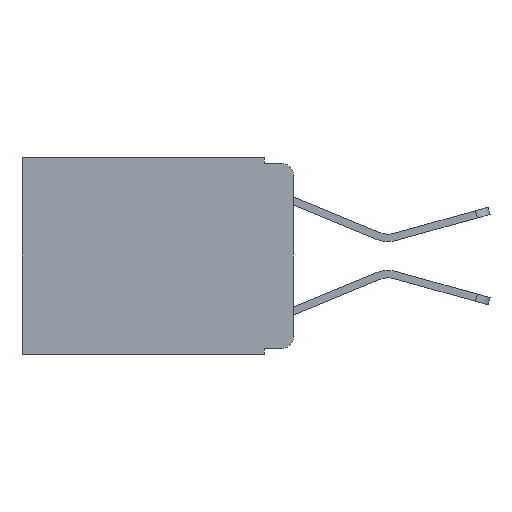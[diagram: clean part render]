
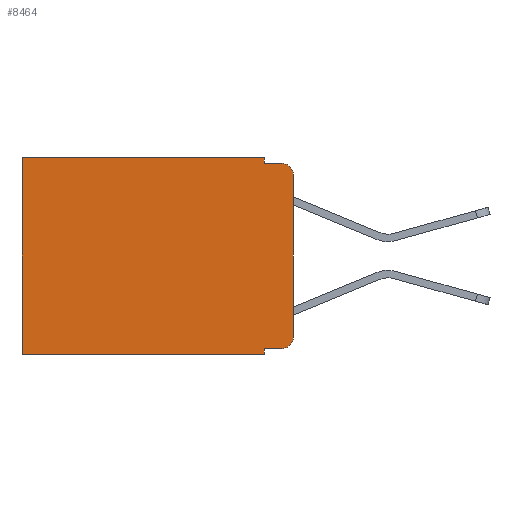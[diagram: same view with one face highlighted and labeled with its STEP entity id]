
A CAD part, left-side view. The second image highlights one B-rep face of the part: STEP entity #8464.
In plain terms, the highlighted planar face has unit normal (-1, 0, 0).
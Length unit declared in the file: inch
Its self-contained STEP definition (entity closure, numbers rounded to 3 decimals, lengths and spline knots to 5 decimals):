
#56 = VECTOR ( 'NONE', #6839, 39.37008 ) ;
#67 = LINE ( 'NONE', #8966, #1324 ) ;
#190 = ORIENTED_EDGE ( 'NONE', *, *, #589, .F. ) ;
#243 = VECTOR ( 'NONE', #8867, 39.37008 ) ;
#550 = DIRECTION ( 'NONE',  ( 0., 0., -1. ) ) ;
#567 = AXIS2_PLACEMENT_3D ( 'NONE', #2647, #8005, #550 ) ;
#589 = EDGE_CURVE ( 'NONE', #7614, #5291, #67, .T. ) ;
#771 = LINE ( 'NONE', #7888, #2242 ) ;
#816 = CARTESIAN_POINT ( 'NONE',  ( 0.298, 0.02, -0.01 ) ) ;
#1007 = ORIENTED_EDGE ( 'NONE', *, *, #6054, .T. ) ;
#1015 = DIRECTION ( 'NONE',  ( 0., 0., -1. ) ) ;
#1324 = VECTOR ( 'NONE', #4468, 39.37008 ) ;
#1346 = EDGE_CURVE ( 'NONE', #4351, #6166, #4543, .T. ) ;
#1423 = ORIENTED_EDGE ( 'NONE', *, *, #9164, .F. ) ;
#1448 = ORIENTED_EDGE ( 'NONE', *, *, #6138, .T. ) ;
#1962 = CARTESIAN_POINT ( 'NONE',  ( 0.298, 0.473, -0.343 ) ) ;
#2242 = VECTOR ( 'NONE', #8611, 39.37008 ) ;
#2341 = CARTESIAN_POINT ( 'NONE',  ( 0.298, 0.051, 0. ) ) ;
#2514 = CARTESIAN_POINT ( 'NONE',  ( 0.298, 0.473, 0. ) ) ;
#2647 = CARTESIAN_POINT ( 'NONE',  ( 0.298, 0.02, -0.03 ) ) ;
#2677 = CARTESIAN_POINT ( 'NONE',  ( 0.298, 0., -0.313 ) ) ;
#2948 = CARTESIAN_POINT ( 'NONE',  ( 0.298, 0., 0. ) ) ;
#3124 = VERTEX_POINT ( 'NONE', #1962 ) ;
#3147 = EDGE_CURVE ( 'NONE', #6686, #4578, #771, .T. ) ;
#3151 = DIRECTION ( 'NONE',  ( 0., 0., -1. ) ) ;
#3349 = EDGE_CURVE ( 'NONE', #8322, #3124, #3989, .T. ) ;
#3394 = CARTESIAN_POINT ( 'NONE',  ( 0.298, 0.051, 0. ) ) ;
#3682 = DIRECTION ( 'NONE',  ( 0., 0., -1. ) ) ;
#3810 = PLANE ( 'NONE',  #6169 ) ;
#3852 = LINE ( 'NONE', #6903, #8874 ) ;
#3914 = CARTESIAN_POINT ( 'NONE',  ( 0.298, 0., 0. ) ) ;
#3989 = LINE ( 'NONE', #7534, #56 ) ;
#4052 = EDGE_LOOP ( 'NONE', ( #1423, #1448, #190, #6182, #4828, #1007, #6374, #8384, #8471, #4485 ) ) ;
#4351 = VERTEX_POINT ( 'NONE', #9549 ) ;
#4468 = DIRECTION ( 'NONE',  ( 0., -1., 0. ) ) ;
#4485 = ORIENTED_EDGE ( 'NONE', *, *, #1346, .T. ) ;
#4520 = FACE_OUTER_BOUND ( 'NONE', #4052, .T. ) ;
#4543 = CIRCLE ( 'NONE', #9126, 0.02 ) ;
#4576 = DIRECTION ( 'NONE',  ( 0., 0., -1. ) ) ;
#4578 = VERTEX_POINT ( 'NONE', #6350 ) ;
#4639 = DIRECTION ( 'NONE',  ( 0., -1., 0. ) ) ;
#4759 = CARTESIAN_POINT ( 'NONE',  ( 0.298, 0.051, -0.333 ) ) ;
#4764 = DIRECTION ( 'NONE',  ( -1., 0., 0. ) ) ;
#4828 = ORIENTED_EDGE ( 'NONE', *, *, #3147, .T. ) ;
#4997 = VECTOR ( 'NONE', #7743, 39.37008 ) ;
#5120 = LINE ( 'NONE', #2514, #4997 ) ;
#5291 = VERTEX_POINT ( 'NONE', #816 ) ;
#5339 = LINE ( 'NONE', #2948, #243 ) ;
#5407 = EDGE_CURVE ( 'NONE', #6736, #4351, #3852, .T. ) ;
#5414 = CARTESIAN_POINT ( 'NONE',  ( 0.298, 0., -0.03 ) ) ;
#5456 = CARTESIAN_POINT ( 'NONE',  ( 0.298, 0.02, -0.313 ) ) ;
#5912 = VECTOR ( 'NONE', #3682, 39.37008 ) ;
#5919 = VECTOR ( 'NONE', #4576, 39.37008 ) ;
#6054 = EDGE_CURVE ( 'NONE', #4578, #3124, #5120, .T. ) ;
#6138 = EDGE_CURVE ( 'NONE', #8739, #5291, #7467, .T. ) ;
#6166 = VERTEX_POINT ( 'NONE', #2677 ) ;
#6169 = AXIS2_PLACEMENT_3D ( 'NONE', #3914, #9166, #3151 ) ;
#6182 = ORIENTED_EDGE ( 'NONE', *, *, #6914, .F. ) ;
#6350 = CARTESIAN_POINT ( 'NONE',  ( 0.298, 0.473, 0. ) ) ;
#6374 = ORIENTED_EDGE ( 'NONE', *, *, #3349, .F. ) ;
#6686 = VERTEX_POINT ( 'NONE', #3394 ) ;
#6736 = VERTEX_POINT ( 'NONE', #4759 ) ;
#6839 = DIRECTION ( 'NONE',  ( 0., 1., 0. ) ) ;
#6903 = CARTESIAN_POINT ( 'NONE',  ( 0.298, 0.051, -0.333 ) ) ;
#6914 = EDGE_CURVE ( 'NONE', #6686, #7614, #7324, .T. ) ;
#7324 = LINE ( 'NONE', #8934, #5912 ) ;
#7351 = CARTESIAN_POINT ( 'NONE',  ( 0.298, 0.051, -0.343 ) ) ;
#7467 = CIRCLE ( 'NONE', #567, 0.02 ) ;
#7534 = CARTESIAN_POINT ( 'NONE',  ( 0.298, 0., -0.343 ) ) ;
#7614 = VERTEX_POINT ( 'NONE', #8694 ) ;
#7743 = DIRECTION ( 'NONE',  ( 0., 0., -1. ) ) ;
#7888 = CARTESIAN_POINT ( 'NONE',  ( 0.298, 0., 0. ) ) ;
#8005 = DIRECTION ( 'NONE',  ( -1., 0., 0. ) ) ;
#8143 = LINE ( 'NONE', #2341, #5919 ) ;
#8322 = VERTEX_POINT ( 'NONE', #7351 ) ;
#8384 = ORIENTED_EDGE ( 'NONE', *, *, #9262, .F. ) ;
#8464 = ADVANCED_FACE ( 'NONE', ( #4520 ), #3810, .F. ) ;
#8471 = ORIENTED_EDGE ( 'NONE', *, *, #5407, .T. ) ;
#8611 = DIRECTION ( 'NONE',  ( 0., 1., 0. ) ) ;
#8694 = CARTESIAN_POINT ( 'NONE',  ( 0.298, 0.051, -0.01 ) ) ;
#8739 = VERTEX_POINT ( 'NONE', #5414 ) ;
#8867 = DIRECTION ( 'NONE',  ( 0., 0., -1. ) ) ;
#8874 = VECTOR ( 'NONE', #4639, 39.37008 ) ;
#8934 = CARTESIAN_POINT ( 'NONE',  ( 0.298, 0.051, 0. ) ) ;
#8966 = CARTESIAN_POINT ( 'NONE',  ( 0.298, 0.051, -0.01 ) ) ;
#9126 = AXIS2_PLACEMENT_3D ( 'NONE', #5456, #4764, #1015 ) ;
#9164 = EDGE_CURVE ( 'NONE', #8739, #6166, #5339, .T. ) ;
#9166 = DIRECTION ( 'NONE',  ( 1., 0., 0. ) ) ;
#9262 = EDGE_CURVE ( 'NONE', #6736, #8322, #8143, .T. ) ;
#9549 = CARTESIAN_POINT ( 'NONE',  ( 0.298, 0.02, -0.333 ) ) ;
